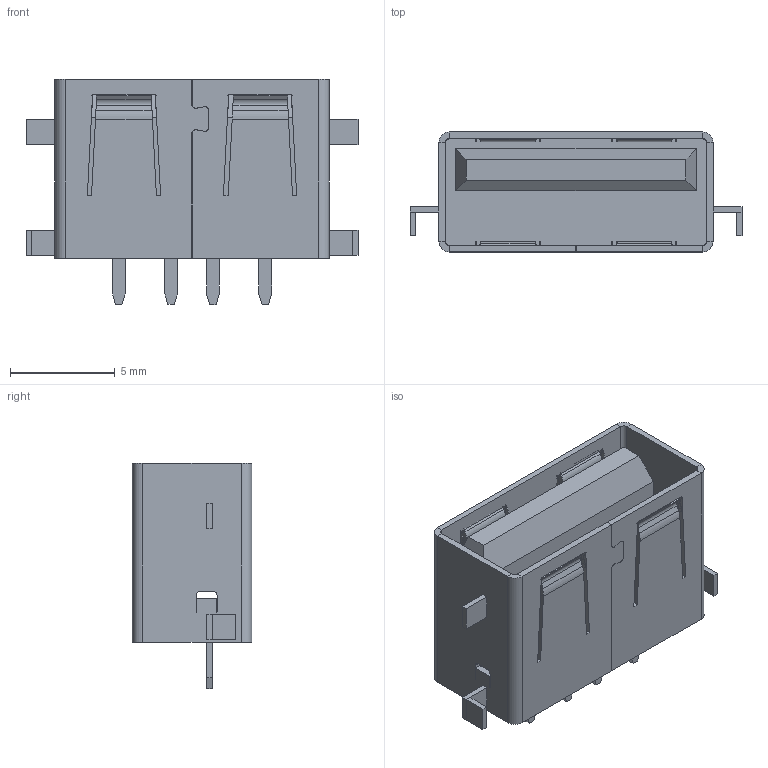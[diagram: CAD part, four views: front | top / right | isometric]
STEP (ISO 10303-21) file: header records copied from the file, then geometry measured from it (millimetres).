
FILE_DESCRIPTION(('FreeCAD Model'),'2;1');
FILE_NAME('Open CASCADE Shape Model','2024-09-24T14:57:08',('Author'),( ''),'Open CASCADE STEP processor 7.5','FreeCAD','Unknown');
FILE_SCHEMA(('AUTOMOTIVE_DESIGN { 1 0 10303 214 1 1 1 1 }'));
Length unit declared in the file: millimetre
Products named in the file (22): ROOT-20412_ASM; ROOT-20412_011; ROOT-20412_1; ROOT-20412_002; ROOT-20412_003; ROOT-20412_004; ROOT-20412_005; ROOT-20412_006; ROOT-20412_007; ROOT-20412_008; ROOT-20412_009; ROOT-20412_010; ROOT-20412_2; ROOT-20412_3; ROOT-20412_4; ROOT-20412_5; ROOT-20412_8; ROOT-20412_9; ROOT-20412_6; ROOT-20412_10; ROOT-20412_11; ROOT-20412_7
Assembly tree (21 placements, depth 3):
  ROOT-20412_ASM
    ROOT-20412_011
      ROOT-20412_1
      ROOT-20412_002
      ROOT-20412_003
      ROOT-20412_004
      ROOT-20412_005
      ROOT-20412_006
      ROOT-20412_007
      ROOT-20412_008
      ROOT-20412_009
      ROOT-20412_010
    ROOT-20412_2
    ROOT-20412_3
    ROOT-20412_4
    ROOT-20412_5
    ROOT-20412_8
    ROOT-20412_9
    ROOT-20412_6
    ROOT-20412_10
    ROOT-20412_11
    ROOT-20412_7
Bounding box: 15.86 x 5.72 x 10.75 mm (x, y, z)
Volume: 293.5 mm3; surface area: 1047.9 mm2
Topology: 20 solids, 20 shells, 393 faces, 860 edges, 508 vertices
Faces by surface type: plane 285, cylinder 76, bspline 32
Entity records: 23287 total; most frequent: CARTESIAN_POINT 5327, DIRECTION 3186, LINE 2212, VECTOR 2212, ORIENTED_EDGE 1720, PCURVE 1720, DEFINITIONAL_REPRESENTATION 1720, EDGE_CURVE 860
